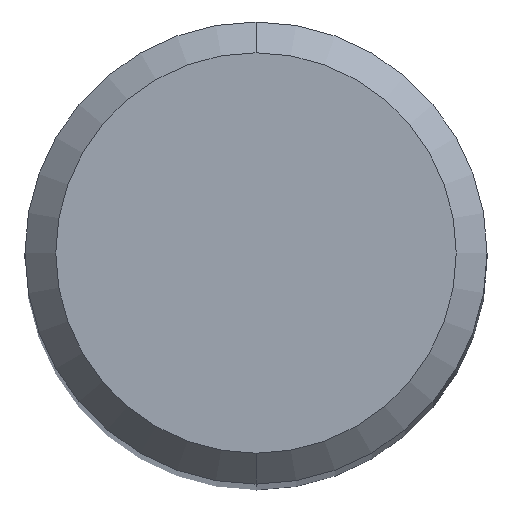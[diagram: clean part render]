
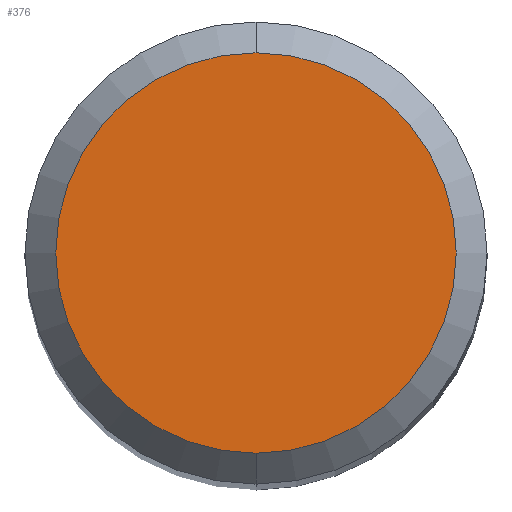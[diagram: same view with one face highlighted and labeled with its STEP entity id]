
A CAD part, top view. The second image highlights one B-rep face of the part: STEP entity #376.
In plain terms, the highlighted planar face has unit normal (0, 0, 1).
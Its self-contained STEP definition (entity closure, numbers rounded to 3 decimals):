
#188=EDGE_CURVE('',#402,#194,#483,.T.);
#194=VERTEX_POINT('',#489);
#374=EDGE_CURVE('',#194,#402,#690,.T.);
#376=ADVANCED_FACE('',(#692),#693,.T.);
#402=VERTEX_POINT('',#721);
#483=CIRCLE('',#810,2.6);
#489=CARTESIAN_POINT('',(0.,-2.6,0.0));
#690=CIRCLE('',#1243,2.6);
#692=FACE_OUTER_BOUND('',#1245,.T.);
#693=PLANE('',#1246);
#721=CARTESIAN_POINT('',(0.0,2.6,0.0));
#810=AXIS2_PLACEMENT_3D('',#1406,#1407,#1408);
#1243=AXIS2_PLACEMENT_3D('',#1661,#1662,#1663);
#1245=EDGE_LOOP('',(#1665,#1666));
#1246=AXIS2_PLACEMENT_3D('',#1667,#1668,#1669);
#1406=CARTESIAN_POINT('',(0.0,0.0,0.0));
#1407=DIRECTION('',(0.0,0.0,-1.0));
#1408=DIRECTION('',(0.0,1.0,0.0));
#1661=CARTESIAN_POINT('',(0.0,0.0,0.0));
#1662=DIRECTION('',(0.0,0.0,-1.0));
#1663=DIRECTION('',(0.0,1.0,0.0));
#1665=ORIENTED_EDGE('',*,*,#188,.F.);
#1666=ORIENTED_EDGE('',*,*,#374,.F.);
#1667=CARTESIAN_POINT('',(0.0,1.3,0.0));
#1668=DIRECTION('',(-0.0,0.0,1.0));
#1669=DIRECTION('',(0.0,-1.0,0.0));
